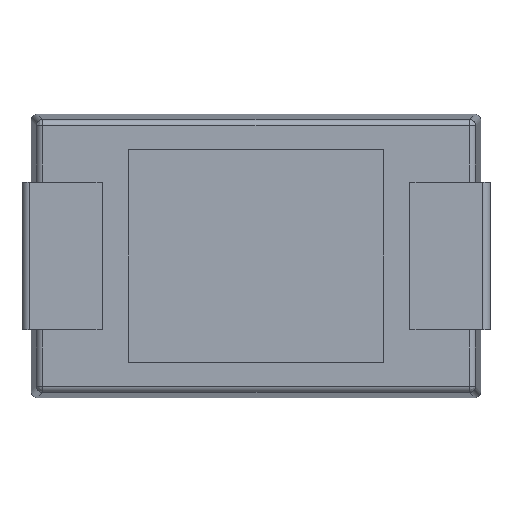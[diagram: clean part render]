
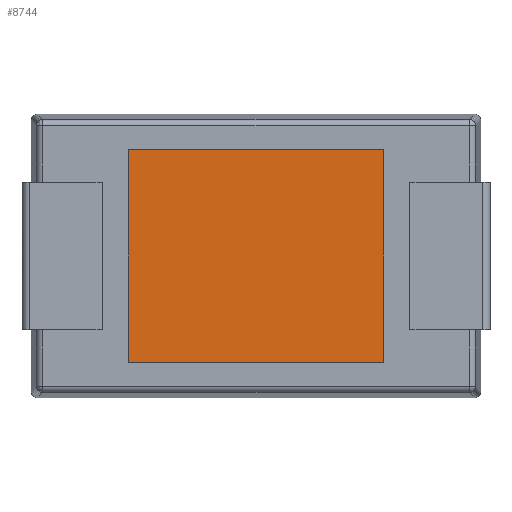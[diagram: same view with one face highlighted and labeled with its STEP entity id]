
A CAD part, front view. The second image highlights one B-rep face of the part: STEP entity #8744.
In plain terms, the highlighted planar face has unit normal (0, -1, 0).
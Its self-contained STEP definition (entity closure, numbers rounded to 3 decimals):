
#145 = CARTESIAN_POINT ( 'NONE',  ( -2.075, 0.02, -1.725 ) ) ;
#895 = FACE_OUTER_BOUND ( 'NONE', #5059, .T. ) ;
#1026 = LINE ( 'NONE', #145, #5609 ) ;
#1538 = CARTESIAN_POINT ( 'NONE',  ( 2.075, 0.02, 1.725 ) ) ;
#1608 = VERTEX_POINT ( 'NONE', #4734 ) ;
#1775 = CARTESIAN_POINT ( 'NONE',  ( 2.075, 0.02, 1.725 ) ) ;
#2214 = VECTOR ( 'NONE', #8154, 1000. ) ;
#2547 = LINE ( 'NONE', #5373, #2214 ) ;
#3220 = CARTESIAN_POINT ( 'NONE',  ( 2.075, 0.02, -1.725 ) ) ;
#3383 = VERTEX_POINT ( 'NONE', #3945 ) ;
#3400 = EDGE_CURVE ( 'NONE', #3383, #6533, #2547, .T. ) ;
#3848 = DIRECTION ( 'NONE',  ( 0., 0., -1. ) ) ;
#3945 = CARTESIAN_POINT ( 'NONE',  ( -2.075, 0.02, -1.725 ) ) ;
#4013 = VECTOR ( 'NONE', #7443, 1000. ) ;
#4091 = DIRECTION ( 'NONE',  ( 0., 0., 1. ) ) ;
#4537 = ORIENTED_EDGE ( 'NONE', *, *, #3400, .T. ) ;
#4734 = CARTESIAN_POINT ( 'NONE',  ( -2.075, 0.02, 1.725 ) ) ;
#4829 = EDGE_CURVE ( 'NONE', #6533, #4971, #6193, .T. ) ;
#4864 = ORIENTED_EDGE ( 'NONE', *, *, #4829, .T. ) ;
#4971 = VERTEX_POINT ( 'NONE', #1538 ) ;
#5008 = EDGE_CURVE ( 'NONE', #1608, #3383, #1026, .T. ) ;
#5059 = EDGE_LOOP ( 'NONE', ( #4864, #8675, #5888, #4537 ) ) ;
#5315 = EDGE_CURVE ( 'NONE', #4971, #1608, #8051, .T. ) ;
#5373 = CARTESIAN_POINT ( 'NONE',  ( 2.075, 0.02, -1.725 ) ) ;
#5468 = VECTOR ( 'NONE', #4091, 1000. ) ;
#5609 = VECTOR ( 'NONE', #3848, 1000. ) ;
#5888 = ORIENTED_EDGE ( 'NONE', *, *, #5008, .T. ) ;
#6193 = LINE ( 'NONE', #6784, #5468 ) ;
#6533 = VERTEX_POINT ( 'NONE', #3220 ) ;
#6590 = CARTESIAN_POINT ( 'NONE',  ( -2.075, 0.02, 1.725 ) ) ;
#6681 = DIRECTION ( 'NONE',  ( 0., -1., 0. ) ) ;
#6784 = CARTESIAN_POINT ( 'NONE',  ( 2.075, 0.02, -1.725 ) ) ;
#7312 = DIRECTION ( 'NONE',  ( 0., 0., -1. ) ) ;
#7443 = DIRECTION ( 'NONE',  ( -1., 0., 0. ) ) ;
#7474 = AXIS2_PLACEMENT_3D ( 'NONE', #6590, #6681, #7312 ) ;
#7969 = PLANE ( 'NONE',  #7474 ) ;
#8051 = LINE ( 'NONE', #1775, #4013 ) ;
#8154 = DIRECTION ( 'NONE',  ( 1., 0., 0. ) ) ;
#8675 = ORIENTED_EDGE ( 'NONE', *, *, #5315, .T. ) ;
#8744 = ADVANCED_FACE ( 'NONE', ( #895 ), #7969, .T. ) ;
